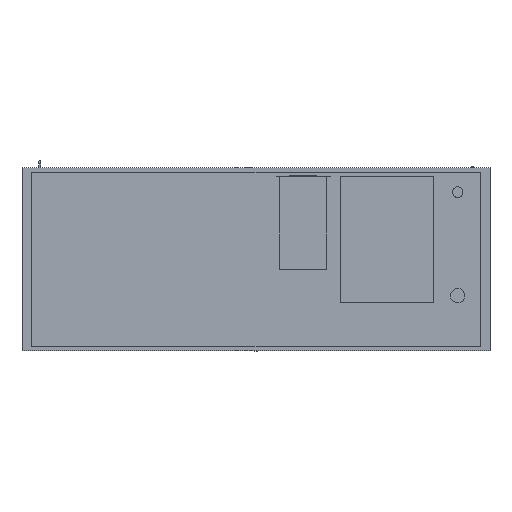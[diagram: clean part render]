
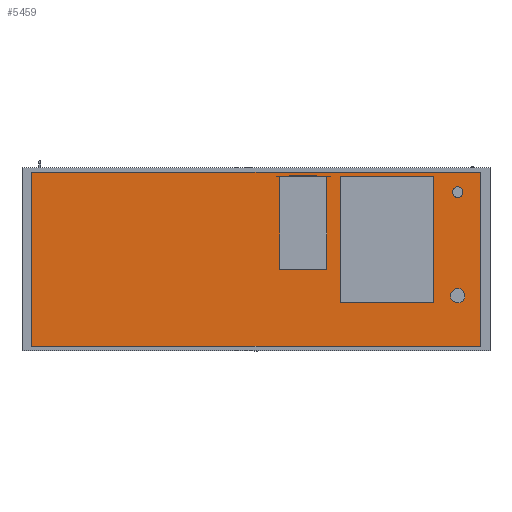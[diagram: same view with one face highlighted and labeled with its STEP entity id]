
A CAD part, front view. The second image highlights one B-rep face of the part: STEP entity #5459.
In plain terms, the highlighted planar face has unit normal (0, -1, 0).
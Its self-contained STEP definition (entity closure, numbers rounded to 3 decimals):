
#278=FACE_OUTER_BOUND('',#621,.T.);
#621=EDGE_LOOP('',(#3642,#3643,#3644,#3645));
#972=LINE('',#7919,#1640);
#976=LINE('',#7927,#1644);
#979=LINE('',#7933,#1647);
#982=LINE('',#7938,#1650);
#1640=VECTOR('',#6334,10.);
#1644=VECTOR('',#6340,10.);
#1647=VECTOR('',#6345,10.);
#1650=VECTOR('',#6350,10.);
#2304=VERTEX_POINT('',#7917);
#2305=VERTEX_POINT('',#7918);
#2308=VERTEX_POINT('',#7926);
#2310=VERTEX_POINT('',#7932);
#2828=EDGE_CURVE('',#2304,#2305,#972,.T.);
#2832=EDGE_CURVE('',#2308,#2304,#976,.T.);
#2835=EDGE_CURVE('',#2310,#2308,#979,.T.);
#2838=EDGE_CURVE('',#2305,#2310,#982,.T.);
#3642=ORIENTED_EDGE('',*,*,#2838,.F.);
#3643=ORIENTED_EDGE('',*,*,#2828,.F.);
#3644=ORIENTED_EDGE('',*,*,#2832,.F.);
#3645=ORIENTED_EDGE('',*,*,#2835,.F.);
#5172=PLANE('',#5862);
#5459=ADVANCED_FACE('',(#278),#5172,.F.);
#5862=AXIS2_PLACEMENT_3D('',#7941,#6354,#6355);
#6334=DIRECTION('',(0.,0.,1.));
#6340=DIRECTION('',(-1.,0.,0.));
#6345=DIRECTION('',(0.,0.,-1.));
#6350=DIRECTION('',(1.,0.,0.));
#6354=DIRECTION('center_axis',(0.,1.,0.));
#6355=DIRECTION('ref_axis',(0.,0.,1.));
#7917=CARTESIAN_POINT('',(-850.,0.,-330.));
#7918=CARTESIAN_POINT('',(-850.,0.,330.));
#7919=CARTESIAN_POINT('',(-850.,0.,-330.));
#7926=CARTESIAN_POINT('',(850.,0.,-330.));
#7927=CARTESIAN_POINT('',(850.,0.,-330.));
#7932=CARTESIAN_POINT('',(850.,0.,330.));
#7933=CARTESIAN_POINT('',(850.,0.,330.));
#7938=CARTESIAN_POINT('',(-850.,0.,330.));
#7941=CARTESIAN_POINT('Origin',(0.,0.,0.));
